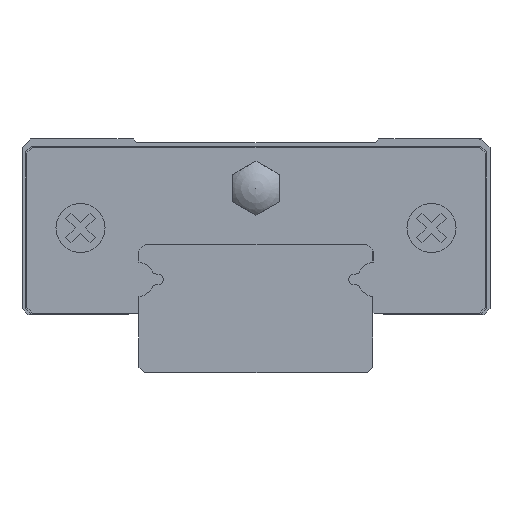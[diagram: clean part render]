
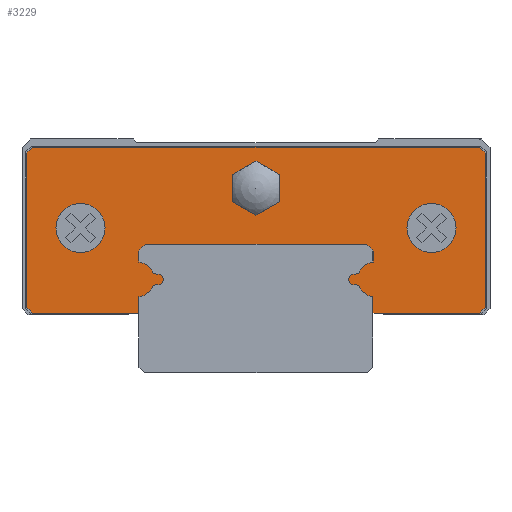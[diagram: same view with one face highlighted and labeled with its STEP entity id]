
A CAD part, front view. The second image highlights one B-rep face of the part: STEP entity #3229.
In plain terms, the highlighted planar face has unit normal (0, -1, 0).
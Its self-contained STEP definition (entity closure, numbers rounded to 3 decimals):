
#108=LINE('',#5746,#490);
#109=LINE('',#5749,#491);
#110=LINE('',#5751,#492);
#111=LINE('',#5753,#493);
#112=LINE('',#5755,#494);
#113=LINE('',#5759,#495);
#114=LINE('',#5763,#496);
#115=LINE('',#5767,#497);
#116=LINE('',#5771,#498);
#117=LINE('',#5775,#499);
#118=LINE('',#5779,#500);
#119=LINE('',#5783,#501);
#120=LINE('',#5787,#502);
#121=LINE('',#5789,#503);
#122=LINE('',#5791,#504);
#123=LINE('',#5793,#505);
#124=LINE('',#5795,#506);
#125=LINE('',#5797,#507);
#490=VECTOR('',#4844,1000.);
#491=VECTOR('',#4845,1000.);
#492=VECTOR('',#4846,1000.);
#493=VECTOR('',#4847,1000.);
#494=VECTOR('',#4848,1000.);
#495=VECTOR('',#4851,1000.);
#496=VECTOR('',#4854,1000.);
#497=VECTOR('',#4857,1000.);
#498=VECTOR('',#4860,1000.);
#499=VECTOR('',#4863,1000.);
#500=VECTOR('',#4866,1000.);
#501=VECTOR('',#4869,1000.);
#502=VECTOR('',#4872,1000.);
#503=VECTOR('',#4873,1000.);
#504=VECTOR('',#4874,1000.);
#505=VECTOR('',#4875,1000.);
#506=VECTOR('',#4876,1000.);
#507=VECTOR('',#4877,1000.);
#829=PLANE('',#4438);
#1133=ORIENTED_EDGE('',*,*,#1967,.T.);
#1134=ORIENTED_EDGE('',*,*,#1968,.F.);
#1135=ORIENTED_EDGE('',*,*,#1969,.F.);
#1136=ORIENTED_EDGE('',*,*,#1970,.F.);
#1137=ORIENTED_EDGE('',*,*,#1971,.F.);
#1138=ORIENTED_EDGE('',*,*,#1972,.F.);
#1139=ORIENTED_EDGE('',*,*,#1973,.F.);
#1140=ORIENTED_EDGE('',*,*,#1974,.F.);
#1141=ORIENTED_EDGE('',*,*,#1975,.F.);
#1142=ORIENTED_EDGE('',*,*,#1976,.F.);
#1143=ORIENTED_EDGE('',*,*,#1977,.F.);
#1144=ORIENTED_EDGE('',*,*,#1978,.F.);
#1145=ORIENTED_EDGE('',*,*,#1979,.F.);
#1146=ORIENTED_EDGE('',*,*,#1980,.F.);
#1147=ORIENTED_EDGE('',*,*,#1981,.F.);
#1148=ORIENTED_EDGE('',*,*,#1982,.F.);
#1149=ORIENTED_EDGE('',*,*,#1983,.F.);
#1150=ORIENTED_EDGE('',*,*,#1984,.F.);
#1151=ORIENTED_EDGE('',*,*,#1985,.F.);
#1152=ORIENTED_EDGE('',*,*,#1986,.F.);
#1153=ORIENTED_EDGE('',*,*,#1987,.F.);
#1154=ORIENTED_EDGE('',*,*,#1988,.F.);
#1155=ORIENTED_EDGE('',*,*,#1989,.F.);
#1156=ORIENTED_EDGE('',*,*,#1990,.F.);
#1157=ORIENTED_EDGE('',*,*,#1991,.F.);
#1158=ORIENTED_EDGE('',*,*,#1992,.F.);
#1159=ORIENTED_EDGE('',*,*,#1993,.F.);
#1160=ORIENTED_EDGE('',*,*,#1994,.F.);
#1161=ORIENTED_EDGE('',*,*,#1995,.F.);
#1967=EDGE_CURVE('',#2402,#2402,#2679,.T.);
#1968=EDGE_CURVE('',#2403,#2403,#2680,.F.);
#1969=EDGE_CURVE('',#2404,#2405,#108,.T.);
#1970=EDGE_CURVE('',#2406,#2404,#109,.T.);
#1971=EDGE_CURVE('',#2407,#2406,#110,.T.);
#1972=EDGE_CURVE('',#2408,#2407,#111,.T.);
#1973=EDGE_CURVE('',#2409,#2408,#112,.T.);
#1974=EDGE_CURVE('',#2410,#2409,#2681,.T.);
#1975=EDGE_CURVE('',#2411,#2410,#113,.T.);
#1976=EDGE_CURVE('',#2412,#2411,#2682,.T.);
#1977=EDGE_CURVE('',#2413,#2412,#114,.T.);
#1978=EDGE_CURVE('',#2414,#2413,#2683,.T.);
#1979=EDGE_CURVE('',#2415,#2414,#115,.T.);
#1980=EDGE_CURVE('',#2416,#2415,#2684,.T.);
#1981=EDGE_CURVE('',#2417,#2416,#116,.T.);
#1982=EDGE_CURVE('',#2418,#2417,#2685,.T.);
#1983=EDGE_CURVE('',#2419,#2418,#117,.T.);
#1984=EDGE_CURVE('',#2420,#2419,#2686,.T.);
#1985=EDGE_CURVE('',#2421,#2420,#118,.T.);
#1986=EDGE_CURVE('',#2422,#2421,#2687,.T.);
#1987=EDGE_CURVE('',#2423,#2422,#119,.T.);
#1988=EDGE_CURVE('',#2424,#2423,#2688,.T.);
#1989=EDGE_CURVE('',#2425,#2424,#120,.T.);
#1990=EDGE_CURVE('',#2426,#2425,#121,.T.);
#1991=EDGE_CURVE('',#2427,#2426,#122,.T.);
#1992=EDGE_CURVE('',#2428,#2427,#123,.T.);
#1993=EDGE_CURVE('',#2429,#2428,#124,.T.);
#1994=EDGE_CURVE('',#2405,#2429,#125,.T.);
#1995=EDGE_CURVE('',#2430,#2430,#2689,.F.);
#2402=VERTEX_POINT('',#5743);
#2403=VERTEX_POINT('',#5745);
#2404=VERTEX_POINT('',#5747);
#2405=VERTEX_POINT('',#5748);
#2406=VERTEX_POINT('',#5750);
#2407=VERTEX_POINT('',#5752);
#2408=VERTEX_POINT('',#5754);
#2409=VERTEX_POINT('',#5756);
#2410=VERTEX_POINT('',#5758);
#2411=VERTEX_POINT('',#5760);
#2412=VERTEX_POINT('',#5762);
#2413=VERTEX_POINT('',#5764);
#2414=VERTEX_POINT('',#5766);
#2415=VERTEX_POINT('',#5768);
#2416=VERTEX_POINT('',#5770);
#2417=VERTEX_POINT('',#5772);
#2418=VERTEX_POINT('',#5774);
#2419=VERTEX_POINT('',#5776);
#2420=VERTEX_POINT('',#5778);
#2421=VERTEX_POINT('',#5780);
#2422=VERTEX_POINT('',#5782);
#2423=VERTEX_POINT('',#5784);
#2424=VERTEX_POINT('',#5786);
#2425=VERTEX_POINT('',#5788);
#2426=VERTEX_POINT('',#5790);
#2427=VERTEX_POINT('',#5792);
#2428=VERTEX_POINT('',#5794);
#2429=VERTEX_POINT('',#5796);
#2430=VERTEX_POINT('',#5799);
#2679=CIRCLE('',#4439,1.23);
#2680=CIRCLE('',#4440,2.1);
#2681=CIRCLE('',#4441,1.5);
#2682=CIRCLE('',#4442,0.47);
#2683=CIRCLE('',#4443,1.5);
#2684=CIRCLE('',#4444,1.15);
#2685=CIRCLE('',#4445,1.15);
#2686=CIRCLE('',#4446,1.5);
#2687=CIRCLE('',#4447,0.47);
#2688=CIRCLE('',#4448,1.5);
#2689=CIRCLE('',#4449,2.1);
#2767=EDGE_LOOP('',(#1133));
#2768=EDGE_LOOP('',(#1134));
#2769=EDGE_LOOP('',(#1135,#1136,#1137,#1138,#1139,#1140,#1141,#1142,#1143,
#1144,#1145,#1146,#1147,#1148,#1149,#1150,#1151,#1152,#1153,#1154,#1155,
#1156,#1157,#1158,#1159,#1160));
#2770=EDGE_LOOP('',(#1161));
#2991=FACE_BOUND('',#2767,.T.);
#2992=FACE_BOUND('',#2768,.T.);
#2993=FACE_BOUND('',#2769,.T.);
#2994=FACE_BOUND('',#2770,.T.);
#3229=ADVANCED_FACE('',(#2991,#2992,#2993,#2994),#829,.F.);
#4438=AXIS2_PLACEMENT_3D('',#5741,#4838,#4839);
#4439=AXIS2_PLACEMENT_3D('',#5742,#4840,#4841);
#4440=AXIS2_PLACEMENT_3D('',#5744,#4842,#4843);
#4441=AXIS2_PLACEMENT_3D('',#5757,#4849,#4850);
#4442=AXIS2_PLACEMENT_3D('',#5761,#4852,#4853);
#4443=AXIS2_PLACEMENT_3D('',#5765,#4855,#4856);
#4444=AXIS2_PLACEMENT_3D('',#5769,#4858,#4859);
#4445=AXIS2_PLACEMENT_3D('',#5773,#4861,#4862);
#4446=AXIS2_PLACEMENT_3D('',#5777,#4864,#4865);
#4447=AXIS2_PLACEMENT_3D('',#5781,#4867,#4868);
#4448=AXIS2_PLACEMENT_3D('',#5785,#4870,#4871);
#4449=AXIS2_PLACEMENT_3D('',#5798,#4878,#4879);
#4838=DIRECTION('',(0.,1.,0.));
#4839=DIRECTION('',(0.,0.,1.));
#4840=DIRECTION('',(0.,1.,0.));
#4841=DIRECTION('',(0.,0.,-1.));
#4842=DIRECTION('',(0.,1.,0.));
#4843=DIRECTION('',(0.,0.,1.));
#4844=DIRECTION('',(0.707,0.,0.707));
#4845=DIRECTION('',(0.,0.,1.));
#4846=DIRECTION('',(-0.707,0.,0.707));
#4847=DIRECTION('',(-1.,0.,0.));
#4848=DIRECTION('',(0.,0.,-1.));
#4849=DIRECTION('',(0.,1.,0.));
#4850=DIRECTION('',(1.,0.,0.));
#4851=DIRECTION('',(-0.991,0.,-0.135));
#4852=DIRECTION('',(0.,1.,0.));
#4853=DIRECTION('',(-1.,0.,0.));
#4854=DIRECTION('',(0.991,0.,-0.135));
#4855=DIRECTION('',(0.,1.,0.));
#4856=DIRECTION('',(1.,0.,0.));
#4857=DIRECTION('',(0.,0.,-1.));
#4858=DIRECTION('',(0.,-1.,0.));
#4859=DIRECTION('',(1.,0.,0.));
#4860=DIRECTION('',(-1.,0.,0.));
#4861=DIRECTION('',(0.,-1.,0.));
#4862=DIRECTION('',(1.,0.,0.));
#4863=DIRECTION('',(0.,0.,1.));
#4864=DIRECTION('',(0.,1.,0.));
#4865=DIRECTION('',(1.,0.,0.));
#4866=DIRECTION('',(0.991,0.,0.135));
#4867=DIRECTION('',(0.,1.,0.));
#4868=DIRECTION('',(1.,0.,0.));
#4869=DIRECTION('',(-0.991,0.,0.135));
#4870=DIRECTION('',(0.,1.,0.));
#4871=DIRECTION('',(1.,0.,0.));
#4872=DIRECTION('',(0.,0.,1.));
#4873=DIRECTION('',(-1.,0.,0.));
#4874=DIRECTION('',(-0.707,0.,-0.707));
#4875=DIRECTION('',(0.,0.,-1.));
#4876=DIRECTION('',(0.707,0.,-0.707));
#4877=DIRECTION('',(1.,0.,0.));
#4878=DIRECTION('',(0.,1.,0.));
#4879=DIRECTION('',(0.,0.,1.));
#5741=CARTESIAN_POINT('',(10.2,-18.7,8.));
#5742=CARTESIAN_POINT('',(0.,-18.7,15.8));
#5743=CARTESIAN_POINT('',(0.,-18.7,14.571));
#5744=CARTESIAN_POINT('',(15.,-18.7,12.4));
#5745=CARTESIAN_POINT('',(15.,-18.7,14.5));
#5746=CARTESIAN_POINT('',(-19.6,-18.7,18.8));
#5747=CARTESIAN_POINT('',(-19.6,-18.7,18.8));
#5748=CARTESIAN_POINT('',(-19.1,-18.7,19.3));
#5749=CARTESIAN_POINT('',(-19.6,-18.7,5.6));
#5750=CARTESIAN_POINT('',(-19.6,-18.7,5.6));
#5751=CARTESIAN_POINT('',(-19.6,-18.7,5.6));
#5752=CARTESIAN_POINT('',(-19.1,-18.7,5.1));
#5753=CARTESIAN_POINT('',(-10.,-18.7,5.1));
#5754=CARTESIAN_POINT('',(-10.,-18.7,5.1));
#5755=CARTESIAN_POINT('',(-10.,-18.7,6.513));
#5756=CARTESIAN_POINT('',(-10.,-18.7,6.513));
#5757=CARTESIAN_POINT('',(-10.2,-18.7,8.));
#5758=CARTESIAN_POINT('',(-8.786,-18.7,7.498));
#5759=CARTESIAN_POINT('',(-8.191,-18.7,7.579));
#5760=CARTESIAN_POINT('',(-8.191,-18.7,7.579));
#5761=CARTESIAN_POINT('',(-8.4,-18.7,8.));
#5762=CARTESIAN_POINT('',(-8.191,-18.7,8.421));
#5763=CARTESIAN_POINT('',(-8.786,-18.7,8.502));
#5764=CARTESIAN_POINT('',(-8.786,-18.7,8.502));
#5765=CARTESIAN_POINT('',(-10.2,-18.7,8.));
#5766=CARTESIAN_POINT('',(-10.,-18.7,9.487));
#5767=CARTESIAN_POINT('',(-10.,-18.7,10.419));
#5768=CARTESIAN_POINT('',(-10.,-18.7,10.419));
#5769=CARTESIAN_POINT('',(-8.95,-18.7,9.95));
#5770=CARTESIAN_POINT('',(-9.419,-18.7,11.));
#5771=CARTESIAN_POINT('',(9.419,-18.7,11.));
#5772=CARTESIAN_POINT('',(9.419,-18.7,11.));
#5773=CARTESIAN_POINT('',(8.95,-18.7,9.95));
#5774=CARTESIAN_POINT('',(10.,-18.7,10.419));
#5775=CARTESIAN_POINT('',(10.,-18.7,9.487));
#5776=CARTESIAN_POINT('',(10.,-18.7,9.487));
#5777=CARTESIAN_POINT('',(10.2,-18.7,8.));
#5778=CARTESIAN_POINT('',(8.786,-18.7,8.502));
#5779=CARTESIAN_POINT('',(8.191,-18.7,8.421));
#5780=CARTESIAN_POINT('',(8.191,-18.7,8.421));
#5781=CARTESIAN_POINT('',(8.4,-18.7,8.));
#5782=CARTESIAN_POINT('',(8.191,-18.7,7.579));
#5783=CARTESIAN_POINT('',(8.786,-18.7,7.498));
#5784=CARTESIAN_POINT('',(8.786,-18.7,7.498));
#5785=CARTESIAN_POINT('',(10.2,-18.7,8.));
#5786=CARTESIAN_POINT('',(10.,-18.7,6.513));
#5787=CARTESIAN_POINT('',(10.,-18.7,5.1));
#5788=CARTESIAN_POINT('',(10.,-18.7,5.1));
#5789=CARTESIAN_POINT('',(19.1,-18.7,5.1));
#5790=CARTESIAN_POINT('',(19.1,-18.7,5.1));
#5791=CARTESIAN_POINT('',(19.1,-18.7,5.1));
#5792=CARTESIAN_POINT('',(19.6,-18.7,5.6));
#5793=CARTESIAN_POINT('',(19.6,-18.7,18.8));
#5794=CARTESIAN_POINT('',(19.6,-18.7,18.8));
#5795=CARTESIAN_POINT('',(19.1,-18.7,19.3));
#5796=CARTESIAN_POINT('',(19.1,-18.7,19.3));
#5797=CARTESIAN_POINT('',(-19.1,-18.7,19.3));
#5798=CARTESIAN_POINT('',(-15.,-18.7,12.4));
#5799=CARTESIAN_POINT('',(-15.,-18.7,14.5));
